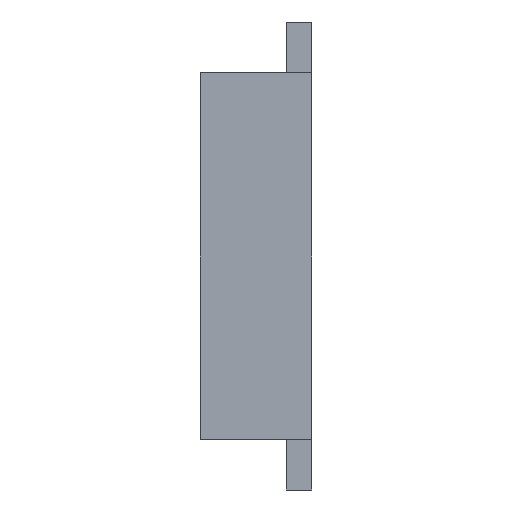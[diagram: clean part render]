
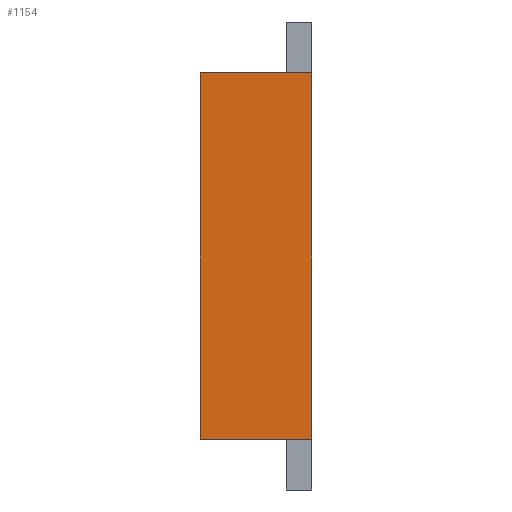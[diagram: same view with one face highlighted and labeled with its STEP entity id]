
A CAD part, left-side view. The second image highlights one B-rep face of the part: STEP entity #1154.
In plain terms, the highlighted planar face has unit normal (-1, 0, 0).
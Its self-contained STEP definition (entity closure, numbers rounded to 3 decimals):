
#14 = PLANE ( 'NONE',  #1367 ) ;
#70 = VERTEX_POINT ( 'NONE', #1358 ) ;
#126 = DIRECTION ( 'NONE',  ( 0., 0., 1. ) ) ;
#143 = CARTESIAN_POINT ( 'NONE',  ( -9.85, 3.95, 6.5 ) ) ;
#155 = DIRECTION ( 'NONE',  ( 0., 0., -1. ) ) ;
#222 = CARTESIAN_POINT ( 'NONE',  ( -9.85, 0., 6.5 ) ) ;
#228 = LINE ( 'NONE', #673, #1372 ) ;
#243 = ORIENTED_EDGE ( 'NONE', *, *, #378, .T. ) ;
#256 = DIRECTION ( 'NONE',  ( 0., -1., 0. ) ) ;
#267 = CARTESIAN_POINT ( 'NONE',  ( -9.85, 0., 6.5 ) ) ;
#287 = ORIENTED_EDGE ( 'NONE', *, *, #588, .F. ) ;
#378 = EDGE_CURVE ( 'NONE', #749, #70, #228, .T. ) ;
#458 = CARTESIAN_POINT ( 'NONE',  ( -9.85, 3.95, 6.5 ) ) ;
#504 = CARTESIAN_POINT ( 'NONE',  ( -9.85, 3.95, -6.5 ) ) ;
#588 = EDGE_CURVE ( 'NONE', #1092, #1417, #821, .T. ) ;
#601 = VECTOR ( 'NONE', #256, 1000. ) ;
#669 = ORIENTED_EDGE ( 'NONE', *, *, #1081, .F. ) ;
#673 = CARTESIAN_POINT ( 'NONE',  ( -9.85, 3.95, -6.5 ) ) ;
#695 = VECTOR ( 'NONE', #126, 1000. ) ;
#749 = VERTEX_POINT ( 'NONE', #504 ) ;
#818 = CARTESIAN_POINT ( 'NONE',  ( -9.85, 3.95, 6.5 ) ) ;
#821 = LINE ( 'NONE', #458, #601 ) ;
#834 = CARTESIAN_POINT ( 'NONE',  ( -9.85, 3.95, 6.5 ) ) ;
#841 = LINE ( 'NONE', #267, #912 ) ;
#909 = DIRECTION ( 'NONE',  ( 0., -1., 0. ) ) ;
#912 = VECTOR ( 'NONE', #155, 1000. ) ;
#941 = DIRECTION ( 'NONE',  ( 0., 0., -1. ) ) ;
#1052 = LINE ( 'NONE', #834, #695 ) ;
#1081 = EDGE_CURVE ( 'NONE', #749, #1092, #1052, .T. ) ;
#1092 = VERTEX_POINT ( 'NONE', #818 ) ;
#1101 = EDGE_CURVE ( 'NONE', #1417, #70, #841, .T. ) ;
#1154 = ADVANCED_FACE ( 'NONE', ( #1176 ), #14, .F. ) ;
#1176 = FACE_OUTER_BOUND ( 'NONE', #1218, .T. ) ;
#1218 = EDGE_LOOP ( 'NONE', ( #243, #1334, #287, #669 ) ) ;
#1334 = ORIENTED_EDGE ( 'NONE', *, *, #1101, .F. ) ;
#1358 = CARTESIAN_POINT ( 'NONE',  ( -9.85, 0., -6.5 ) ) ;
#1367 = AXIS2_PLACEMENT_3D ( 'NONE', #143, #1384, #941 ) ;
#1372 = VECTOR ( 'NONE', #909, 1000. ) ;
#1384 = DIRECTION ( 'NONE',  ( 1., 0., 0. ) ) ;
#1417 = VERTEX_POINT ( 'NONE', #222 ) ;
